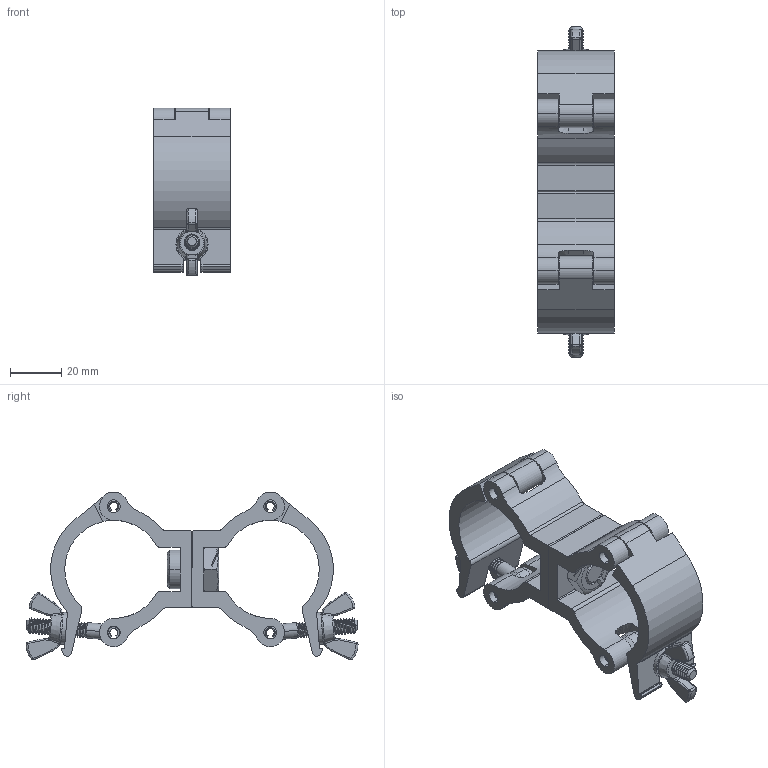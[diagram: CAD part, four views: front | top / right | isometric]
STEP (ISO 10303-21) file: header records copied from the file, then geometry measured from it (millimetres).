
FILE_DESCRIPTION (( 'STEP AP203' ), '1' );
FILE_NAME ('T58980 & T5898001.STEP', '2018-08-14T07:08:06', ( '' ), ( '' ), 'SwSTEP 2.0', 'SolidWorks 2016', '' );
FILE_SCHEMA (( 'CONFIG_CONTROL_DESIGN' ));
Length unit declared in the file: millimetre
Products named in the file (15): Binx Nut_M10 REDUCED; spring pin slotted_hd_doughty fastners - stainless_Spring Pin ISO 8752 - 5 x 8St; TH2013_30MM WIDE; T58980 & T5898001; F771; S1915; A Washer_Bright washer BS 4320 - M6 (Form A); TH134_TH134; T78010_Spaced for T58970; TH1821; TH2014_30MM WIDE; F880_F880 M6 Wing Nut; TH705_TH705
Assembly tree (19 placements, depth 3):
  T58980 & T5898001
    TH134_TH134
      TH2014_30MM WIDE
    TH705_TH705  x2
      TH2013_30MM WIDE
    T78010_Spaced for T58970  x2
      TH1821
      F880_F880 M6 Wing Nut
      A Washer_Bright washer BS 4320 - M6 (Form A)
    F771  x4
    TH134_TH134
      TH2014_30MM WIDE
    S1915
    Binx Nut_M10 REDUCED
    spring pin slotted_hd_doughty fastners - stainless_Spring Pin ISO 8752 - 5 x 8St
Bounding box: 29.9 x 129.39 x 65.4 mm (x, y, z)
Volume: 60117.9 mm3; surface area: 36157.4 mm2
Topology: 17 solids, 17 shells, 1140 faces, 2563 edges, 1480 vertices
Faces by surface type: torus 347, cone 329, cylinder 217, plane 175, bspline 72
Entity records: 20967 total; most frequent: CARTESIAN_POINT 4612, DIRECTION 3381, ORIENTED_EDGE 2924, EDGE_CURVE 1462, AXIS2_PLACEMENT_3D 1449, VERTEX_POINT 866, CIRCLE 827, EDGE_LOOP 690
